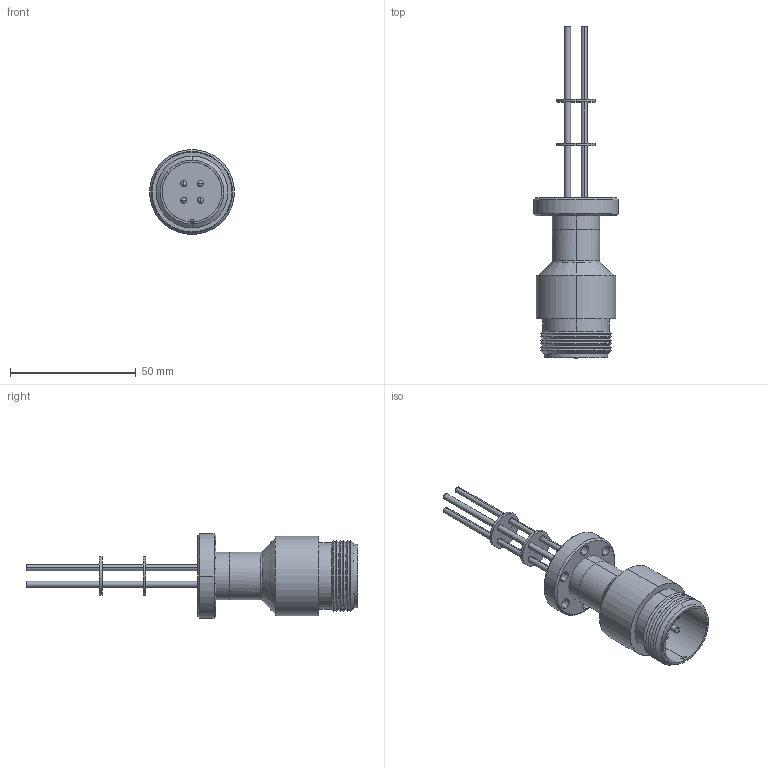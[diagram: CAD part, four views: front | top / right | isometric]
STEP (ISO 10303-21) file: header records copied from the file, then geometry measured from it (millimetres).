
FILE_DESCRIPTION (( 'STEP AP203' ), '1' );
FILE_NAME ('A2568-5-CF.STEP', '2013-03-20T18:16:59', ( '' ), ( '' ), 'SwSTEP 2.0', 'SolidWorks 2012', '' );
FILE_SCHEMA (( 'CONFIG_CONTROL_DESIGN' ));
Length unit declared in the file: inch
Products named in the file (1): A2568-5-CF
Bounding box: 33.78 x 132.15 x 33.78 mm (x, y, z)
Volume: 17433 mm3; surface area: 17907.9 mm2
Topology: 1 solids, 1 shells, 169 faces, 410 edges, 258 vertices
Faces by surface type: cylinder 89, cone 38, plane 30, bspline 12
Entity records: 5258 total; most frequent: CARTESIAN_POINT 1028, DIRECTION 959, ORIENTED_EDGE 804, AXIS2_PLACEMENT_3D 405, EDGE_CURVE 402, VERTEX_POINT 258, CIRCLE 247, EDGE_LOOP 224
